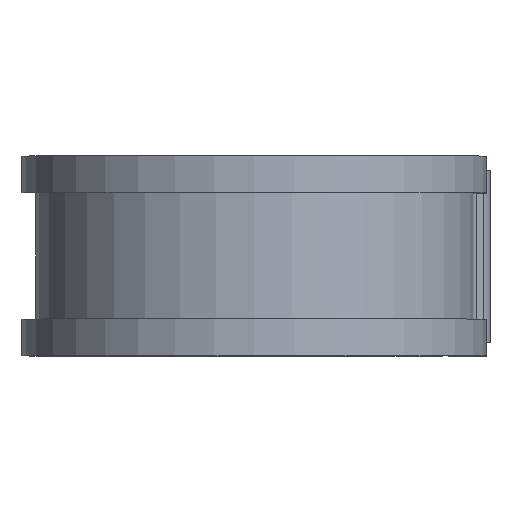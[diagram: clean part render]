
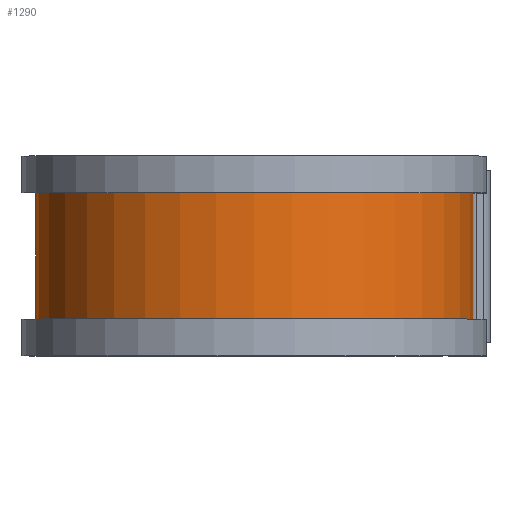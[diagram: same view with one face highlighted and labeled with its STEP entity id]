
A CAD part, top view. The second image highlights one B-rep face of the part: STEP entity #1290.
In plain terms, the highlighted cylindrical face has radius 24.168 mm (diameter 48.336 mm), a partial arc.
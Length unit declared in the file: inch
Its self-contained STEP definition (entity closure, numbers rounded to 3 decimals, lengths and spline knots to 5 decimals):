
#79 = CARTESIAN_POINT ( 'NONE',  ( 0.9515, 0.375, 0. ) ) ;
#83 = DIRECTION ( 'NONE',  ( 0., -1., 0. ) ) ;
#85 = DIRECTION ( 'NONE',  ( 0., -1., 0. ) ) ;
#106 = VERTEX_POINT ( 'NONE', #173 ) ;
#137 = ORIENTED_EDGE ( 'NONE', *, *, #228, .T. ) ;
#173 = CARTESIAN_POINT ( 'NONE',  ( 0., -0.275, -0.9515 ) ) ;
#228 = EDGE_CURVE ( 'NONE', #519, #106, #978, .T. ) ;
#237 = VERTEX_POINT ( 'NONE', #1336 ) ;
#243 = DIRECTION ( 'NONE',  ( 0., 0., -1. ) ) ;
#244 = CARTESIAN_POINT ( 'NONE',  ( 0., -0.275, 0. ) ) ;
#282 = VECTOR ( 'NONE', #1298, 39.37008 ) ;
#377 = DIRECTION ( 'NONE',  ( 0., 0., -1. ) ) ;
#454 = EDGE_CURVE ( 'NONE', #237, #708, #1506, .T. ) ;
#519 = VERTEX_POINT ( 'NONE', #1315 ) ;
#549 = DIRECTION ( 'NONE',  ( 0., -1., 0. ) ) ;
#708 = VERTEX_POINT ( 'NONE', #1594 ) ;
#715 = CARTESIAN_POINT ( 'NONE',  ( 0., 0.375, 0. ) ) ;
#768 = ORIENTED_EDGE ( 'NONE', *, *, #1124, .F. ) ;
#773 = EDGE_CURVE ( 'NONE', #237, #519, #1306, .T. ) ;
#821 = FACE_OUTER_BOUND ( 'NONE', #1604, .T. ) ;
#975 = VECTOR ( 'NONE', #83, 39.37008 ) ;
#978 = LINE ( 'NONE', #1126, #282 ) ;
#1005 = ORIENTED_EDGE ( 'NONE', *, *, #454, .F. ) ;
#1110 = CIRCLE ( 'NONE', #1701, 0.9515 ) ;
#1124 = EDGE_CURVE ( 'NONE', #708, #106, #1110, .T. ) ;
#1126 = CARTESIAN_POINT ( 'NONE',  ( 0., 0.375, -0.9515 ) ) ;
#1229 = ORIENTED_EDGE ( 'NONE', *, *, #773, .T. ) ;
#1286 = DIRECTION ( 'NONE',  ( 0., -1., 0. ) ) ;
#1290 = ADVANCED_FACE ( 'NONE', ( #821 ), #1392, .T. ) ;
#1298 = DIRECTION ( 'NONE',  ( 0., -1., 0. ) ) ;
#1306 = CIRCLE ( 'NONE', #1475, 0.9515 ) ;
#1315 = CARTESIAN_POINT ( 'NONE',  ( 0., 0.275, -0.9515 ) ) ;
#1336 = CARTESIAN_POINT ( 'NONE',  ( 0.9515, 0.275, 0. ) ) ;
#1356 = DIRECTION ( 'NONE',  ( 0., 0., -1. ) ) ;
#1372 = CARTESIAN_POINT ( 'NONE',  ( 0., 0.275, 0. ) ) ;
#1390 = AXIS2_PLACEMENT_3D ( 'NONE', #715, #549, #377 ) ;
#1392 = CYLINDRICAL_SURFACE ( 'NONE', #1390, 0.9515 ) ;
#1475 = AXIS2_PLACEMENT_3D ( 'NONE', #1372, #1286, #1356 ) ;
#1506 = LINE ( 'NONE', #79, #975 ) ;
#1594 = CARTESIAN_POINT ( 'NONE',  ( 0.9515, -0.275, 0. ) ) ;
#1604 = EDGE_LOOP ( 'NONE', ( #1005, #1229, #137, #768 ) ) ;
#1701 = AXIS2_PLACEMENT_3D ( 'NONE', #244, #85, #243 ) ;
